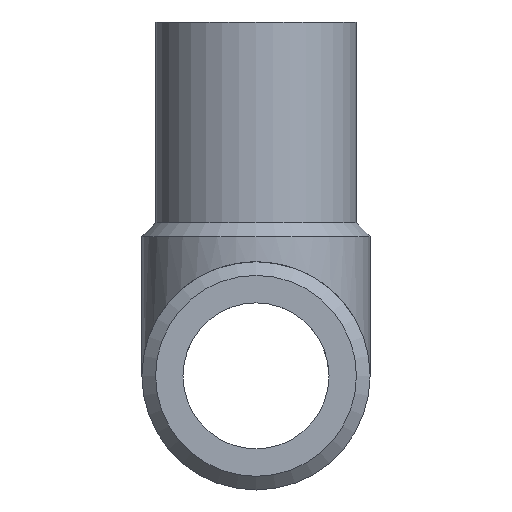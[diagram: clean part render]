
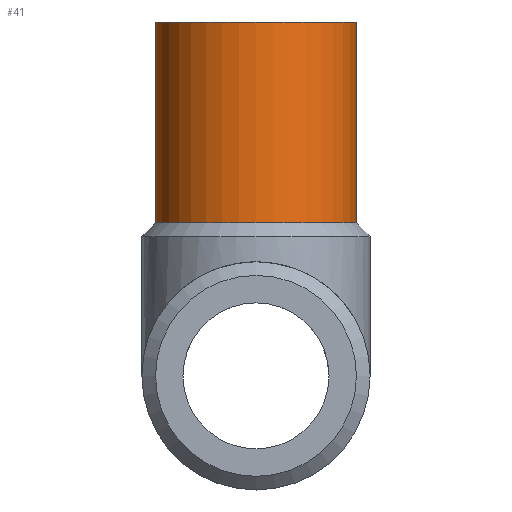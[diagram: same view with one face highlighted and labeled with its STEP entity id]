
A CAD part, left-side view. The second image highlights one B-rep face of the part: STEP entity #41.
In plain terms, the highlighted cylindrical face has radius 31.5 mm (diameter 63 mm), a full revolution.
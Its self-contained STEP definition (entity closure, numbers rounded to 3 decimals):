
#41 = ADVANCED_FACE( '', ( #88, #89 ), #90, .T. );
#88 = FACE_OUTER_BOUND( '', #149, .T. );
#89 = FACE_OUTER_BOUND( '', #150, .T. );
#90 = CYLINDRICAL_SURFACE( '', #151, 31.5 );
#149 = EDGE_LOOP( '', ( #209 ) );
#150 = EDGE_LOOP( '', ( #210 ) );
#151 = AXIS2_PLACEMENT_3D( '', #211, #212, #213 );
#209 = ORIENTED_EDGE( '', *, *, #286, .F. );
#210 = ORIENTED_EDGE( '', *, *, #284, .T. );
#211 = CARTESIAN_POINT( '', ( -109.5, 0., 0. ) );
#212 = DIRECTION( '', ( 0., 0., 1. ) );
#213 = DIRECTION( '', ( -1., 0., 0. ) );
#284 = EDGE_CURVE( '', #316, #316, #317, .T. );
#286 = EDGE_CURVE( '', #319, #319, #320, .T. );
#316 = VERTEX_POINT( '', #361 );
#317 = CIRCLE( '', #362, 31.5 );
#319 = VERTEX_POINT( '', #364 );
#320 = CIRCLE( '', #365, 31.5 );
#361 = CARTESIAN_POINT( '', ( -141., 0., 111. ) );
#362 = AXIS2_PLACEMENT_3D( '', #407, #408, #409 );
#364 = CARTESIAN_POINT( '', ( -141., 0., 48. ) );
#365 = AXIS2_PLACEMENT_3D( '', #410, #411, #412 );
#407 = CARTESIAN_POINT( '', ( -109.5, 0., 111. ) );
#408 = DIRECTION( '', ( 0., 0., -1. ) );
#409 = DIRECTION( '', ( -1., 0., 0. ) );
#410 = CARTESIAN_POINT( '', ( -109.5, 0., 48. ) );
#411 = DIRECTION( '', ( 0., 0., -1. ) );
#412 = DIRECTION( '', ( -1., 0., 0. ) );
